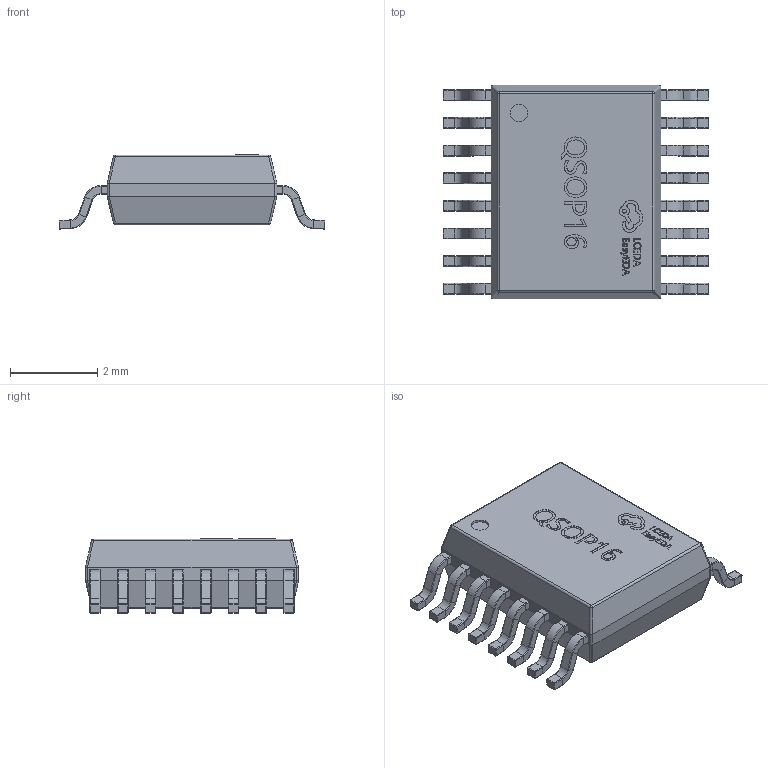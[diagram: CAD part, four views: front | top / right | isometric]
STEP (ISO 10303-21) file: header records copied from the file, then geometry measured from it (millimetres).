
FILE_DESCRIPTION (( 'STEP AP214' ), '1' );
FILE_NAME ('QSOP-16_L4.9-W3.9-H1.6-LS6.0-P0.64.step', '2022-07-26T09:58:47', ( '' ), ( '' ), 'SwSTEP 2.0', 'SolidWorks 2020', '' );
FILE_SCHEMA (( 'AUTOMOTIVE_DESIGN' ));
Length unit declared in the file: millimetre
Products named in the file (1): QSOP-16_L4.9-W3.9-H1.6-LS6.0-P0.64
Bounding box: 6.11 x 4.9 x 1.7 mm (x, y, z)
Volume: 30.1 mm3; surface area: 84.4 mm2
Topology: 30 solids, 30 shells, 1245 faces, 2805 edges, 1606 vertices
Faces by surface type: plane 511, cylinder 358, bspline 160, torus 128, sphere 88
Entity records: 51353 total; most frequent: CARTESIAN_POINT 10801, ORIENTED_EDGE 5482, DIRECTION 5409, EDGE_CURVE 2741, AXIS2_PLACEMENT_3D 1930, VERTEX_POINT 1574, LINE 1549, VECTOR 1549
